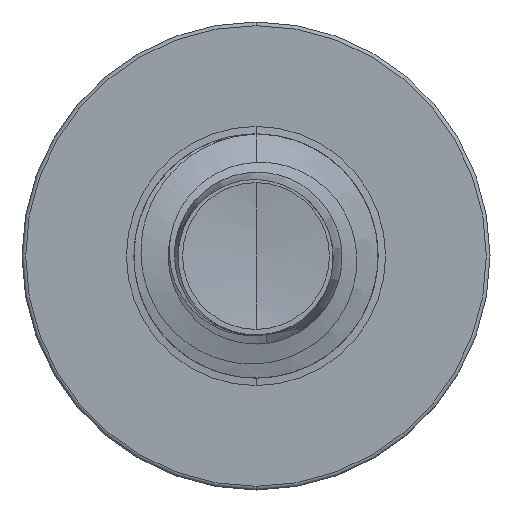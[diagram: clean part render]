
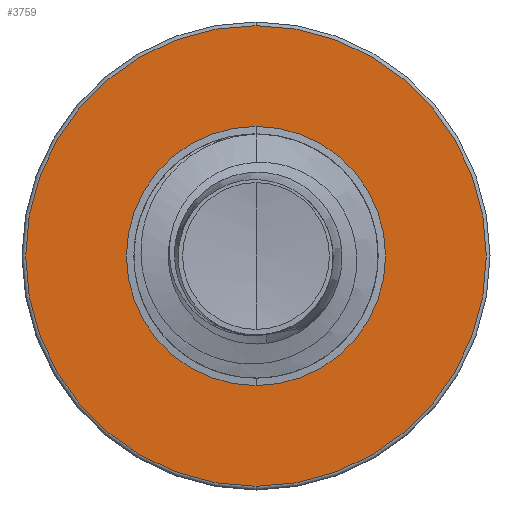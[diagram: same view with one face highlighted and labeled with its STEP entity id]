
A CAD part, front view. The second image highlights one B-rep face of the part: STEP entity #3759.
In plain terms, the highlighted planar face has unit normal (0, -1, 0).
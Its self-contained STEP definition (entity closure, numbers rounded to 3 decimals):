
#128 = DIRECTION ( 'NONE',  ( 0., 0., 1. ) ) ;
#999 = CIRCLE ( 'NONE', #2830, 1.132 ) ;
#1102 = AXIS2_PLACEMENT_3D ( 'NONE', #8875, #1990, #9889 ) ;
#1120 = AXIS2_PLACEMENT_3D ( 'NONE', #12437, #6787, #13478 ) ;
#1294 = ORIENTED_EDGE ( 'NONE', *, *, #11789, .F. ) ;
#1637 = AXIS2_PLACEMENT_3D ( 'NONE', #6105, #12881, #7281 ) ;
#1703 = ORIENTED_EDGE ( 'NONE', *, *, #11771, .T. ) ;
#1990 = DIRECTION ( 'NONE',  ( 0., 1., 0. ) ) ;
#2379 = ORIENTED_EDGE ( 'NONE', *, *, #10500, .T. ) ;
#2830 = AXIS2_PLACEMENT_3D ( 'NONE', #13135, #7546, #128 ) ;
#3759 = ADVANCED_FACE ( 'NONE', ( #4730, #4572 ), #10748, .F. ) ;
#4365 = CARTESIAN_POINT ( 'NONE',  ( 0., 3., -0.637 ) ) ;
#4572 = FACE_BOUND ( 'NONE', #8046, .T. ) ;
#4639 = AXIS2_PLACEMENT_3D ( 'NONE', #4365, #11592, #5566 ) ;
#4730 = FACE_OUTER_BOUND ( 'NONE', #8427, .T. ) ;
#4823 = VERTEX_POINT ( 'NONE', #10102 ) ;
#5143 = CARTESIAN_POINT ( 'NONE',  ( 0., 3., -0.637 ) ) ;
#5566 = DIRECTION ( 'NONE',  ( 0., 0., 1. ) ) ;
#6105 = CARTESIAN_POINT ( 'NONE',  ( 0., 3., 0. ) ) ;
#6787 = DIRECTION ( 'NONE',  ( 0., 1., 0. ) ) ;
#6996 = CIRCLE ( 'NONE', #1102, 1.132 ) ;
#7281 = DIRECTION ( 'NONE',  ( 0., 0., 1. ) ) ;
#7546 = DIRECTION ( 'NONE',  ( 0., 1., 0. ) ) ;
#8046 = EDGE_LOOP ( 'NONE', ( #1703, #2379 ) ) ;
#8363 = EDGE_CURVE ( 'NONE', #9112, #4823, #999, .T. ) ;
#8427 = EDGE_LOOP ( 'NONE', ( #10207, #1294 ) ) ;
#8875 = CARTESIAN_POINT ( 'NONE',  ( 0., 3., 0. ) ) ;
#8938 = CARTESIAN_POINT ( 'NONE',  ( 0., 3., 0.637 ) ) ;
#9112 = VERTEX_POINT ( 'NONE', #10825 ) ;
#9419 = CIRCLE ( 'NONE', #1637, 0.637 ) ;
#9567 = VERTEX_POINT ( 'NONE', #8938 ) ;
#9889 = DIRECTION ( 'NONE',  ( 0., 0., 1. ) ) ;
#10020 = CIRCLE ( 'NONE', #1120, 0.637 ) ;
#10102 = CARTESIAN_POINT ( 'NONE',  ( 0., 3., -1.132 ) ) ;
#10207 = ORIENTED_EDGE ( 'NONE', *, *, #8363, .F. ) ;
#10500 = EDGE_CURVE ( 'NONE', #10561, #9567, #9419, .T. ) ;
#10561 = VERTEX_POINT ( 'NONE', #5143 ) ;
#10748 = PLANE ( 'NONE',  #4639 ) ;
#10825 = CARTESIAN_POINT ( 'NONE',  ( 0., 3., 1.132 ) ) ;
#11592 = DIRECTION ( 'NONE',  ( 0., 1., 0. ) ) ;
#11771 = EDGE_CURVE ( 'NONE', #9567, #10561, #10020, .T. ) ;
#11789 = EDGE_CURVE ( 'NONE', #4823, #9112, #6996, .T. ) ;
#12437 = CARTESIAN_POINT ( 'NONE',  ( 0., 3., 0. ) ) ;
#12881 = DIRECTION ( 'NONE',  ( 0., 1., 0. ) ) ;
#13135 = CARTESIAN_POINT ( 'NONE',  ( 0., 3., 0. ) ) ;
#13478 = DIRECTION ( 'NONE',  ( 0., 0., 1. ) ) ;
